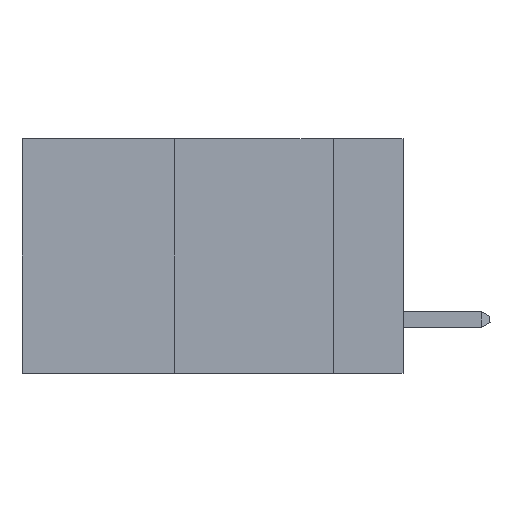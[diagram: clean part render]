
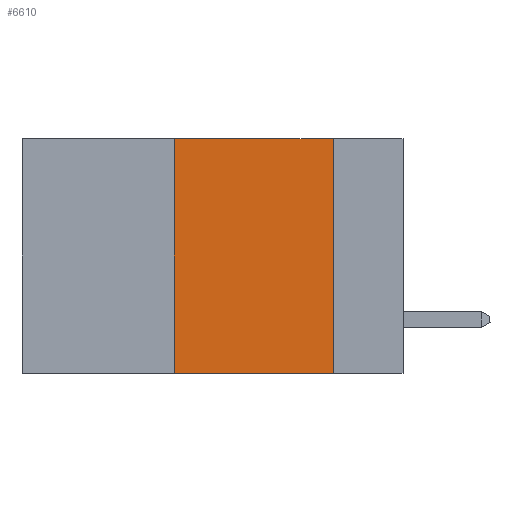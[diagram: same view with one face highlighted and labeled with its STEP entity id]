
A CAD part, left-side view. The second image highlights one B-rep face of the part: STEP entity #6610.
In plain terms, the highlighted planar face has unit normal (-1, 0, 0).
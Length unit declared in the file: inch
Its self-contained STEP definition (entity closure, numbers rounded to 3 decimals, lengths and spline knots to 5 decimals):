
#365 = ORIENTED_EDGE ( 'NONE', *, *, #1247, .F. ) ;
#1247 = EDGE_CURVE ( 'NONE', #17672, #1726, #17362, .T. ) ;
#1399 = FACE_OUTER_BOUND ( 'NONE', #3251, .T. ) ;
#1678 = LINE ( 'NONE', #17398, #18216 ) ;
#1726 = VERTEX_POINT ( 'NONE', #7375 ) ;
#2045 = ORIENTED_EDGE ( 'NONE', *, *, #14399, .T. ) ;
#2289 = CARTESIAN_POINT ( 'NONE',  ( 0., 0.36, 0. ) ) ;
#2429 = VERTEX_POINT ( 'NONE', #17271 ) ;
#3251 = EDGE_LOOP ( 'NONE', ( #8882, #365, #13351, #2045 ) ) ;
#3403 = DIRECTION ( 'NONE',  ( 0., 0., -1. ) ) ;
#4414 = CARTESIAN_POINT ( 'NONE',  ( 0., 0.6, 0. ) ) ;
#5355 = VECTOR ( 'NONE', #13960, 39.37008 ) ;
#5607 = VECTOR ( 'NONE', #3403, 39.37008 ) ;
#5797 = DIRECTION ( 'NONE',  ( 0., -1., 0. ) ) ;
#6070 = DIRECTION ( 'NONE',  ( 1., 0., 0. ) ) ;
#6610 = ADVANCED_FACE ( 'NONE', ( #1399 ), #11752, .F. ) ;
#7375 = CARTESIAN_POINT ( 'NONE',  ( 0., 0.11, 0. ) ) ;
#8511 = LINE ( 'NONE', #11865, #5355 ) ;
#8718 = DIRECTION ( 'NONE',  ( 0., 0., -1. ) ) ;
#8732 = VECTOR ( 'NONE', #18023, 39.37008 ) ;
#8768 = EDGE_CURVE ( 'NONE', #17063, #17672, #8511, .T. ) ;
#8882 = ORIENTED_EDGE ( 'NONE', *, *, #13449, .F. ) ;
#11380 = AXIS2_PLACEMENT_3D ( 'NONE', #4414, #6070, #8718 ) ;
#11752 = PLANE ( 'NONE',  #11380 ) ;
#11865 = CARTESIAN_POINT ( 'NONE',  ( 0., 0.36, 0. ) ) ;
#13351 = ORIENTED_EDGE ( 'NONE', *, *, #8768, .F. ) ;
#13449 = EDGE_CURVE ( 'NONE', #1726, #2429, #18092, .T. ) ;
#13960 = DIRECTION ( 'NONE',  ( 0., 0., 1. ) ) ;
#14399 = EDGE_CURVE ( 'NONE', #17063, #2429, #1678, .T. ) ;
#14932 = CARTESIAN_POINT ( 'NONE',  ( 0., 0.11, 0. ) ) ;
#17063 = VERTEX_POINT ( 'NONE', #18126 ) ;
#17271 = CARTESIAN_POINT ( 'NONE',  ( 0., 0.11, -0.37 ) ) ;
#17362 = LINE ( 'NONE', #17948, #8732 ) ;
#17398 = CARTESIAN_POINT ( 'NONE',  ( 0., 0.6, -0.37 ) ) ;
#17672 = VERTEX_POINT ( 'NONE', #2289 ) ;
#17948 = CARTESIAN_POINT ( 'NONE',  ( 0., 0.6, 0. ) ) ;
#18023 = DIRECTION ( 'NONE',  ( 0., -1., 0. ) ) ;
#18092 = LINE ( 'NONE', #14932, #5607 ) ;
#18126 = CARTESIAN_POINT ( 'NONE',  ( 0., 0.36, -0.37 ) ) ;
#18216 = VECTOR ( 'NONE', #5797, 39.37008 ) ;
